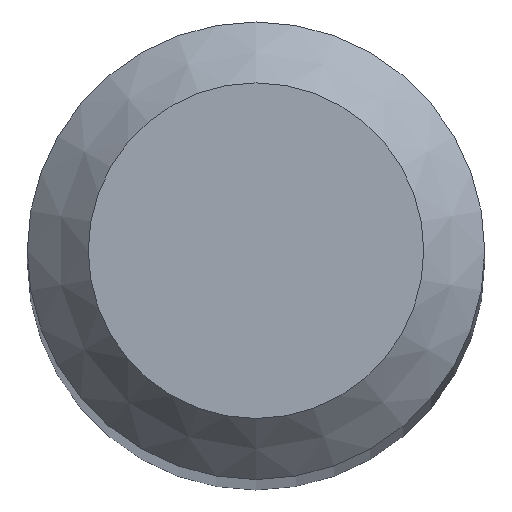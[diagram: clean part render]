
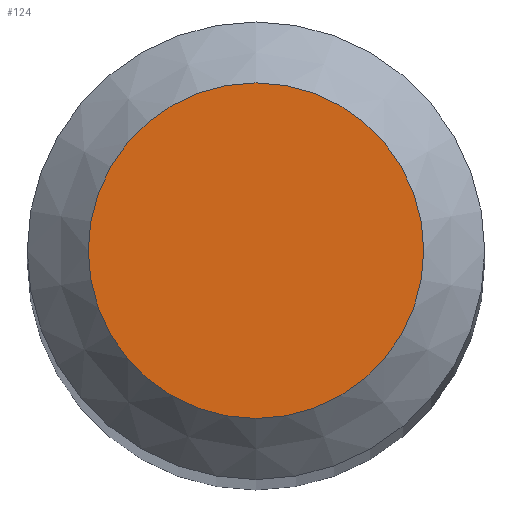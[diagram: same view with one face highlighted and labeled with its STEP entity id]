
A CAD part, top view. The second image highlights one B-rep face of the part: STEP entity #124.
In plain terms, the highlighted planar face has unit normal (0, 0, 1).
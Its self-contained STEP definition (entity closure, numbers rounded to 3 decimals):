
#11 = DIRECTION ( 'NONE',  ( 0., 0., -1. ) ) ;
#50 = CARTESIAN_POINT ( 'NONE',  ( 0., 0., 30. ) ) ;
#64 = EDGE_LOOP ( 'NONE', ( #131 ) ) ;
#67 = CARTESIAN_POINT ( 'NONE',  ( 0., 0., 30. ) ) ;
#95 = VERTEX_POINT ( 'NONE', #125 ) ;
#101 = CIRCLE ( 'NONE', #218, 0.55 ) ;
#105 = PLANE ( 'NONE',  #202 ) ;
#117 = EDGE_CURVE ( 'NONE', #95, #95, #101, .T. ) ;
#124 = ADVANCED_FACE ( 'NONE', ( #166 ), #105, .F. ) ;
#125 = CARTESIAN_POINT ( 'NONE',  ( 0., 0.55, 30. ) ) ;
#131 = ORIENTED_EDGE ( 'NONE', *, *, #117, .F. ) ;
#134 = DIRECTION ( 'NONE',  ( 0., 0., -1. ) ) ;
#166 = FACE_OUTER_BOUND ( 'NONE', #64, .T. ) ;
#169 = DIRECTION ( 'NONE',  ( 0., 1., 0. ) ) ;
#202 = AXIS2_PLACEMENT_3D ( 'NONE', #50, #11, #169 ) ;
#204 = DIRECTION ( 'NONE',  ( 0., 1., 0. ) ) ;
#218 = AXIS2_PLACEMENT_3D ( 'NONE', #67, #134, #204 ) ;
